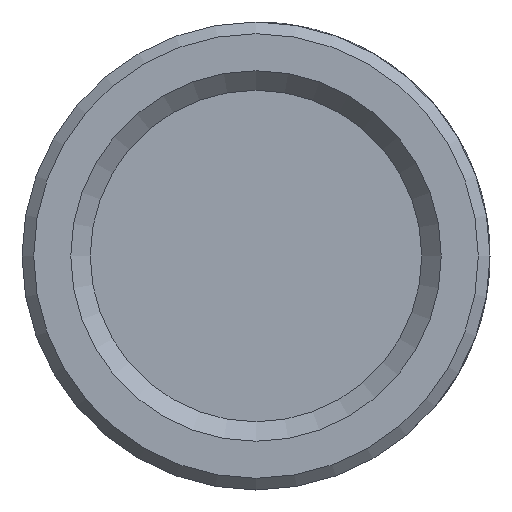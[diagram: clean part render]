
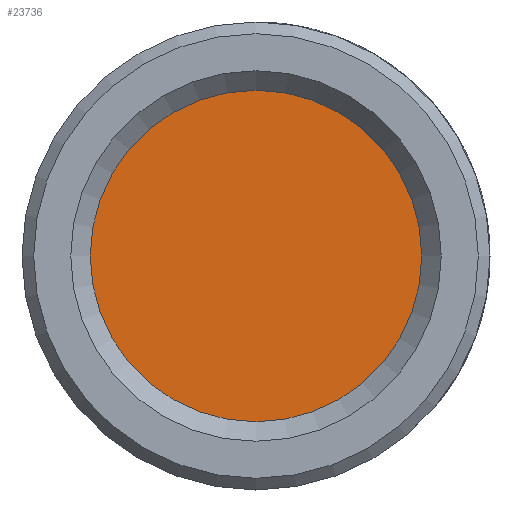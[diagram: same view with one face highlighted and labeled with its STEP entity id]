
A CAD part, left-side view. The second image highlights one B-rep face of the part: STEP entity #23736.
In plain terms, the highlighted planar face has unit normal (-1, 0, 0).
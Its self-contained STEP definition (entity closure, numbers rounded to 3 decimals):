
#2872 = CIRCLE ( 'NONE', #19315, 5. ) ;
#7482 = DIRECTION ( 'NONE',  ( -1., 0., 0. ) ) ;
#8074 = EDGE_LOOP ( 'NONE', ( #25209 ) ) ;
#11428 = VERTEX_POINT ( 'NONE', #13971 ) ;
#12891 = EDGE_CURVE ( 'NONE', #11428, #11428, #2872, .T. ) ;
#13177 = DIRECTION ( 'NONE',  ( -1., 0., 0. ) ) ;
#13971 = CARTESIAN_POINT ( 'NONE',  ( -3.468, 0.516, 5. ) ) ;
#14502 = FACE_OUTER_BOUND ( 'NONE', #8074, .T. ) ;
#15312 = PLANE ( 'NONE',  #22029 ) ;
#19315 = AXIS2_PLACEMENT_3D ( 'NONE', #21034, #7482, #23279 ) ;
#21034 = CARTESIAN_POINT ( 'NONE',  ( -3.468, 0.516, 0. ) ) ;
#22029 = AXIS2_PLACEMENT_3D ( 'NONE', #26688, #13177, #28970 ) ;
#23279 = DIRECTION ( 'NONE',  ( 0., 0., 1. ) ) ;
#23736 = ADVANCED_FACE ( 'NONE', ( #14502 ), #15312, .T. ) ;
#25209 = ORIENTED_EDGE ( 'NONE', *, *, #12891, .T. ) ;
#26688 = CARTESIAN_POINT ( 'NONE',  ( -3.468, 0.516, 0. ) ) ;
#28970 = DIRECTION ( 'NONE',  ( 0., 0., 1. ) ) ;
